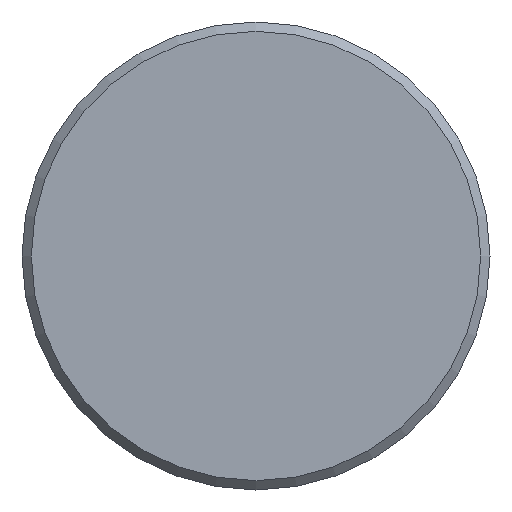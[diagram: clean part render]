
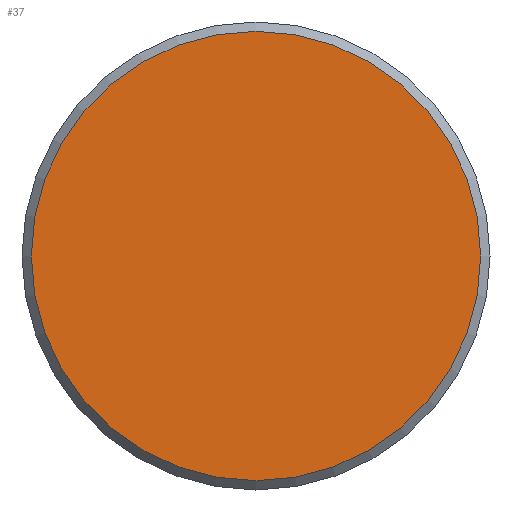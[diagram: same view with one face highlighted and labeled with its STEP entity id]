
A CAD part, left-side view. The second image highlights one B-rep face of the part: STEP entity #37.
In plain terms, the highlighted planar face has unit normal (-1, 0, 0).
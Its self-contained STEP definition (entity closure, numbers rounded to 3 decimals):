
#37 = ADVANCED_FACE( '', ( #74 ), #75, .F. );
#74 = FACE_OUTER_BOUND( '', #107, .T. );
#75 = PLANE( '', #108 );
#107 = EDGE_LOOP( '', ( #140 ) );
#108 = AXIS2_PLACEMENT_3D( '', #141, #142, #143 );
#140 = ORIENTED_EDGE( '', *, *, #170, .T. );
#141 = CARTESIAN_POINT( '', ( -16., -24., 0. ) );
#142 = DIRECTION( '', ( 1., 0., 0. ) );
#143 = DIRECTION( '', ( 0., 1., 0. ) );
#170 = EDGE_CURVE( '', #188, #188, #189, .T. );
#188 = VERTEX_POINT( '', #207 );
#189 = CIRCLE( '', #208, 24. );
#207 = CARTESIAN_POINT( '', ( -16., -24., 0. ) );
#208 = AXIS2_PLACEMENT_3D( '', #227, #228, #229 );
#227 = CARTESIAN_POINT( '', ( -16., 0., 0. ) );
#228 = DIRECTION( '', ( -1., 0., 0. ) );
#229 = DIRECTION( '', ( 0., -1., 0. ) );
